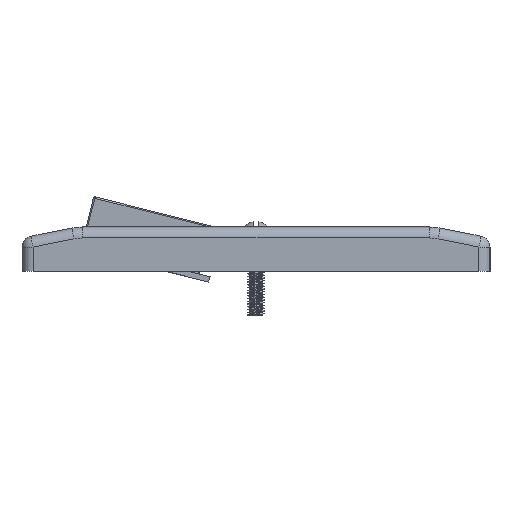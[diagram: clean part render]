
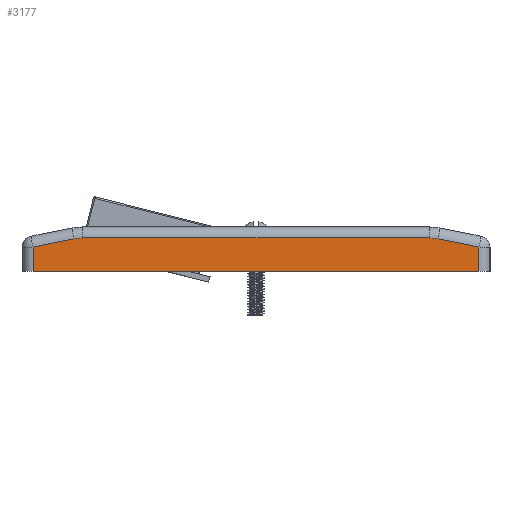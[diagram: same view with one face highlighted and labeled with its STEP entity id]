
A CAD part, left-side view. The second image highlights one B-rep face of the part: STEP entity #3177.
In plain terms, the highlighted planar face has unit normal (-1, 0, 0).
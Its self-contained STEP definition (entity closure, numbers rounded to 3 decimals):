
#14 = VERTEX_POINT ( 'NONE', #4681 ) ;
#61 = PLANE ( 'NONE',  #7459 ) ;
#227 = VECTOR ( 'NONE', #4930, 1000. ) ;
#523 = VECTOR ( 'NONE', #3677, 1000. ) ;
#527 = VECTOR ( 'NONE', #2180, 1000. ) ;
#594 = CARTESIAN_POINT ( 'NONE',  ( -72.5, 33.079, 5.845 ) ) ;
#630 = CARTESIAN_POINT ( 'NONE',  ( -72.5, 40.5, 0. ) ) ;
#890 = CARTESIAN_POINT ( 'NONE',  ( -72.5, -33.079, 5.845 ) ) ;
#1029 = CARTESIAN_POINT ( 'NONE',  ( -72.5, -31.51, 6. ) ) ;
#1109 = FACE_OUTER_BOUND ( 'NONE', #3269, .T. ) ;
#1207 = ORIENTED_EDGE ( 'NONE', *, *, #8010, .T. ) ;
#1209 = CARTESIAN_POINT ( 'NONE',  ( -72.5, 31.51, -2. ) ) ;
#1426 = CARTESIAN_POINT ( 'NONE',  ( -72.5, 42.5, 0. ) ) ;
#1497 = CIRCLE ( 'NONE', #5859, 8. ) ;
#1710 = DIRECTION ( 'NONE',  ( 0., 0., 1. ) ) ;
#1802 = VERTEX_POINT ( 'NONE', #594 ) ;
#1827 = DIRECTION ( 'NONE',  ( 1., 0., 0. ) ) ;
#1897 = DIRECTION ( 'NONE',  ( 0., 0., -1. ) ) ;
#2110 = DIRECTION ( 'NONE',  ( -1., 0., 0. ) ) ;
#2180 = DIRECTION ( 'NONE',  ( 0., 0.981, -0.196 ) ) ;
#2304 = CARTESIAN_POINT ( 'NONE',  ( -72.5, 40.5, 8. ) ) ;
#2459 = EDGE_CURVE ( 'NONE', #8183, #4245, #3776, .T. ) ;
#2550 = VECTOR ( 'NONE', #6359, 1000. ) ;
#2690 = AXIS2_PLACEMENT_3D ( 'NONE', #1209, #5976, #1897 ) ;
#2875 = LINE ( 'NONE', #890, #2550 ) ;
#2978 = CARTESIAN_POINT ( 'NONE',  ( -72.5, 40.5, 4.36 ) ) ;
#3177 = ADVANCED_FACE ( 'NONE', ( #1109 ), #61, .F. ) ;
#3269 = EDGE_LOOP ( 'NONE', ( #6750, #4676, #5263, #1207, #6989, #7085, #6670, #3572 ) ) ;
#3408 = VECTOR ( 'NONE', #5478, 1000. ) ;
#3536 = LINE ( 'NONE', #2304, #523 ) ;
#3572 = ORIENTED_EDGE ( 'NONE', *, *, #7567, .T. ) ;
#3677 = DIRECTION ( 'NONE',  ( 0., 0., -1. ) ) ;
#3726 = EDGE_CURVE ( 'NONE', #4873, #1802, #5047, .T. ) ;
#3776 = LINE ( 'NONE', #6786, #7445 ) ;
#4022 = EDGE_CURVE ( 'NONE', #6890, #8183, #5203, .T. ) ;
#4160 = CARTESIAN_POINT ( 'NONE',  ( -72.5, 42.5, 8. ) ) ;
#4169 = CARTESIAN_POINT ( 'NONE',  ( -72.5, 31.51, 6. ) ) ;
#4235 = VERTEX_POINT ( 'NONE', #2978 ) ;
#4245 = VERTEX_POINT ( 'NONE', #7765 ) ;
#4285 = CARTESIAN_POINT ( 'NONE',  ( -72.5, -40.5, 0. ) ) ;
#4676 = ORIENTED_EDGE ( 'NONE', *, *, #2459, .T. ) ;
#4681 = CARTESIAN_POINT ( 'NONE',  ( -72.5, -33.079, 5.845 ) ) ;
#4873 = VERTEX_POINT ( 'NONE', #4169 ) ;
#4930 = DIRECTION ( 'NONE',  ( 0., 1., 0. ) ) ;
#5047 = CIRCLE ( 'NONE', #2690, 8. ) ;
#5203 = LINE ( 'NONE', #1426, #3408 ) ;
#5263 = ORIENTED_EDGE ( 'NONE', *, *, #8189, .T. ) ;
#5478 = DIRECTION ( 'NONE',  ( 0., -1., 0. ) ) ;
#5760 = LINE ( 'NONE', #6954, #527 ) ;
#5859 = AXIS2_PLACEMENT_3D ( 'NONE', #6186, #2110, #6868 ) ;
#5952 = EDGE_CURVE ( 'NONE', #7691, #4873, #8131, .T. ) ;
#5976 = DIRECTION ( 'NONE',  ( -1., 0., 0. ) ) ;
#6186 = CARTESIAN_POINT ( 'NONE',  ( -72.5, -31.51, -2. ) ) ;
#6306 = CARTESIAN_POINT ( 'NONE',  ( -72.5, 31.51, 6. ) ) ;
#6359 = DIRECTION ( 'NONE',  ( 0., 0.981, 0.196 ) ) ;
#6593 = DIRECTION ( 'NONE',  ( 0., 0., -1. ) ) ;
#6670 = ORIENTED_EDGE ( 'NONE', *, *, #8501, .T. ) ;
#6750 = ORIENTED_EDGE ( 'NONE', *, *, #4022, .T. ) ;
#6786 = CARTESIAN_POINT ( 'NONE',  ( -72.5, -40.5, 8. ) ) ;
#6868 = DIRECTION ( 'NONE',  ( 0., 0., -1. ) ) ;
#6890 = VERTEX_POINT ( 'NONE', #630 ) ;
#6954 = CARTESIAN_POINT ( 'NONE',  ( -72.5, 42.108, 4.039 ) ) ;
#6989 = ORIENTED_EDGE ( 'NONE', *, *, #5952, .T. ) ;
#7085 = ORIENTED_EDGE ( 'NONE', *, *, #3726, .T. ) ;
#7445 = VECTOR ( 'NONE', #1710, 1000. ) ;
#7459 = AXIS2_PLACEMENT_3D ( 'NONE', #4160, #1827, #6593 ) ;
#7567 = EDGE_CURVE ( 'NONE', #4235, #6890, #3536, .T. ) ;
#7691 = VERTEX_POINT ( 'NONE', #1029 ) ;
#7765 = CARTESIAN_POINT ( 'NONE',  ( -72.5, -40.5, 4.36 ) ) ;
#8010 = EDGE_CURVE ( 'NONE', #14, #7691, #1497, .T. ) ;
#8131 = LINE ( 'NONE', #6306, #227 ) ;
#8183 = VERTEX_POINT ( 'NONE', #4285 ) ;
#8189 = EDGE_CURVE ( 'NONE', #4245, #14, #2875, .T. ) ;
#8501 = EDGE_CURVE ( 'NONE', #1802, #4235, #5760, .T. ) ;
